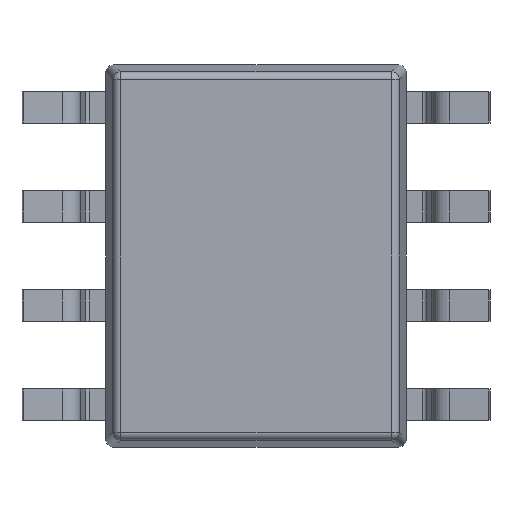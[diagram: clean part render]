
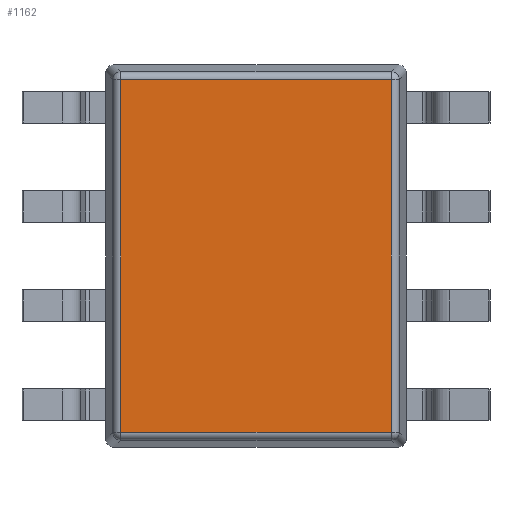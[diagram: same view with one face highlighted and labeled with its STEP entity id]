
A CAD part, front view. The second image highlights one B-rep face of the part: STEP entity #1162.
In plain terms, the highlighted planar face has unit normal (0, -1, 0).
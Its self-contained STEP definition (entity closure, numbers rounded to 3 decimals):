
#367 = LINE ( 'NONE', #1343, #3226 ) ;
#381 = EDGE_CURVE ( 'NONE', #4366, #3419, #2785, .T. ) ;
#490 = CARTESIAN_POINT ( 'NONE',  ( -1.737, 0.2, -2.248 ) ) ;
#583 = DIRECTION ( 'NONE',  ( 0., 0., 1. ) ) ;
#827 = CARTESIAN_POINT ( 'NONE',  ( 1.723, 0.2, -2.262 ) ) ;
#872 = CARTESIAN_POINT ( 'NONE',  ( -1.737, 0.2, 2.262 ) ) ;
#1110 = ORIENTED_EDGE ( 'NONE', *, *, #381, .T. ) ;
#1162 = ADVANCED_FACE ( 'NONE', ( #1576 ), #4802, .T. ) ;
#1293 = VECTOR ( 'NONE', #1979, 1000. ) ;
#1343 = CARTESIAN_POINT ( 'NONE',  ( -1.723, 0.2, 2.262 ) ) ;
#1576 = FACE_OUTER_BOUND ( 'NONE', #3657, .T. ) ;
#1733 = VECTOR ( 'NONE', #2408, 1000. ) ;
#1736 = DIRECTION ( 'NONE',  ( -1., 0., 0. ) ) ;
#1979 = DIRECTION ( 'NONE',  ( 1., 0., 0. ) ) ;
#2037 = EDGE_CURVE ( 'NONE', #3419, #4464, #2272, .T. ) ;
#2256 = LINE ( 'NONE', #490, #1733 ) ;
#2272 = LINE ( 'NONE', #3236, #2766 ) ;
#2408 = DIRECTION ( 'NONE',  ( 0., 0., -1. ) ) ;
#2529 = DIRECTION ( 'NONE',  ( 0., 0., -1. ) ) ;
#2766 = VECTOR ( 'NONE', #583, 1000. ) ;
#2781 = ORIENTED_EDGE ( 'NONE', *, *, #4265, .T. ) ;
#2785 = LINE ( 'NONE', #827, #1293 ) ;
#2970 = ORIENTED_EDGE ( 'NONE', *, *, #3304, .T. ) ;
#2976 = AXIS2_PLACEMENT_3D ( 'NONE', #4079, #4392, #2529 ) ;
#3102 = ORIENTED_EDGE ( 'NONE', *, *, #2037, .T. ) ;
#3226 = VECTOR ( 'NONE', #1736, 1000. ) ;
#3236 = CARTESIAN_POINT ( 'NONE',  ( 1.737, 0.2, 2.248 ) ) ;
#3304 = EDGE_CURVE ( 'NONE', #4680, #4366, #2256, .T. ) ;
#3349 = CARTESIAN_POINT ( 'NONE',  ( -1.737, 0.2, -2.262 ) ) ;
#3419 = VERTEX_POINT ( 'NONE', #4710 ) ;
#3657 = EDGE_LOOP ( 'NONE', ( #2970, #1110, #3102, #2781 ) ) ;
#4079 = CARTESIAN_POINT ( 'NONE',  ( 0., 0.2, 0. ) ) ;
#4265 = EDGE_CURVE ( 'NONE', #4464, #4680, #367, .T. ) ;
#4366 = VERTEX_POINT ( 'NONE', #3349 ) ;
#4392 = DIRECTION ( 'NONE',  ( 0., -1., 0. ) ) ;
#4464 = VERTEX_POINT ( 'NONE', #4818 ) ;
#4680 = VERTEX_POINT ( 'NONE', #872 ) ;
#4710 = CARTESIAN_POINT ( 'NONE',  ( 1.737, 0.2, -2.262 ) ) ;
#4802 = PLANE ( 'NONE',  #2976 ) ;
#4818 = CARTESIAN_POINT ( 'NONE',  ( 1.737, 0.2, 2.262 ) ) ;
